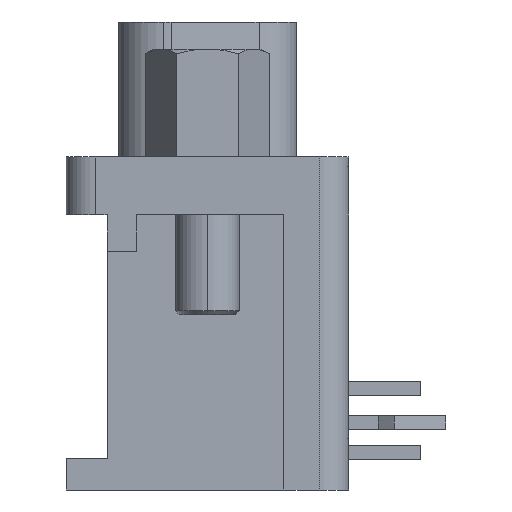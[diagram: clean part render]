
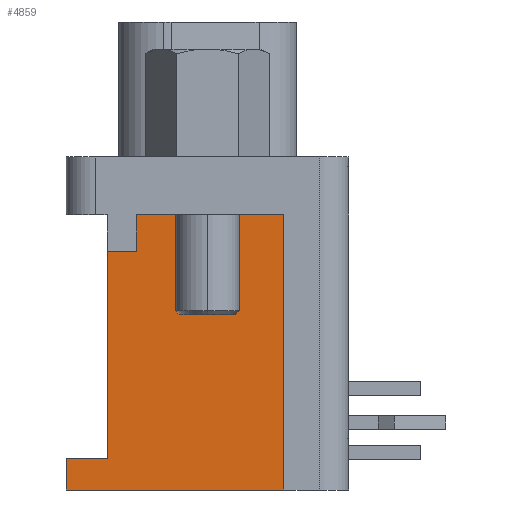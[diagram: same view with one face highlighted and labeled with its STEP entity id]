
A CAD part, left-side view. The second image highlights one B-rep face of the part: STEP entity #4859.
In plain terms, the highlighted planar face has unit normal (-1, 0, 0).
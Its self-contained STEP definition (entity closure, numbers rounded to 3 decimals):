
#58 = ORIENTED_EDGE ( 'NONE', *, *, #7243, .T. ) ;
#94 = EDGE_LOOP ( 'NONE', ( #8435, #7594, #4212, #5086, #58, #4885, #6843, #1345 ) ) ;
#582 = LINE ( 'NONE', #2381, #8126 ) ;
#672 = LINE ( 'NONE', #2281, #4371 ) ;
#765 = EDGE_CURVE ( 'E1496', #6902, #5081, #3504, .T. ) ;
#800 = CARTESIAN_POINT ( 'NONE',  ( -13.85, 6.541, -2.56 ) ) ;
#842 = VECTOR ( 'NONE', #2410, 1000. ) ;
#1087 = CARTESIAN_POINT ( 'NONE',  ( -13.85, 6.275, 0. ) ) ;
#1345 = ORIENTED_EDGE ( 'NONE', *, *, #765, .T. ) ;
#1429 = CARTESIAN_POINT ( 'NONE',  ( -13.85, 4.45, -4.2 ) ) ;
#1561 = DIRECTION ( 'NONE',  ( 0., 0., 1. ) ) ;
#2277 = CARTESIAN_POINT ( 'NONE',  ( -13.85, 3.15, -2.56 ) ) ;
#2278 = DIRECTION ( 'NONE',  ( 0., 0., -1. ) ) ;
#2281 = CARTESIAN_POINT ( 'NONE',  ( -13.85, -3.4, -2.56 ) ) ;
#2381 = CARTESIAN_POINT ( 'NONE',  ( -13.85, 3.15, -4.2 ) ) ;
#2410 = DIRECTION ( 'NONE',  ( 0., 1., 0. ) ) ;
#2813 = VERTEX_POINT ( 'NONE', #5329 ) ;
#2829 = LINE ( 'NONE', #5367, #842 ) ;
#3155 = CARTESIAN_POINT ( 'NONE',  ( -13.85, -4.975, -14.8 ) ) ;
#3255 = EDGE_CURVE ( 'E2074', #3609, #7677, #6599, .T. ) ;
#3504 = LINE ( 'NONE', #1087, #7127 ) ;
#3609 = VERTEX_POINT ( 'NONE', #1429 ) ;
#3876 = VERTEX_POINT ( 'NONE', #7484 ) ;
#3882 = CARTESIAN_POINT ( 'NONE',  ( -13.85, 4.45, -13.4 ) ) ;
#4172 = EDGE_CURVE ( 'E2586', #3876, #2813, #672, .T. ) ;
#4212 = ORIENTED_EDGE ( 'NONE', *, *, #5009, .T. ) ;
#4371 = VECTOR ( 'NONE', #5924, 1000. ) ;
#4859 = ADVANCED_FACE ( 'E2633', ( #7982 ), #8022, .T. ) ;
#4885 = ORIENTED_EDGE ( 'NONE', *, *, #3255, .T. ) ;
#4996 = LINE ( 'NONE', #8681, #8620 ) ;
#5009 = EDGE_CURVE ( 'E845', #3876, #8989, #9361, .T. ) ;
#5081 = VERTEX_POINT ( 'NONE', #5879 ) ;
#5086 = ORIENTED_EDGE ( 'NONE', *, *, #8583, .T. ) ;
#5127 = DIRECTION ( 'NONE',  ( 0., 1., 0. ) ) ;
#5309 = EDGE_CURVE ( 'E1375', #5081, #2813, #6854, .T. ) ;
#5329 = CARTESIAN_POINT ( 'NONE',  ( -13.85, -3.4, -14.8 ) ) ;
#5336 = DIRECTION ( 'NONE',  ( 0., 1., 0. ) ) ;
#5367 = CARTESIAN_POINT ( 'NONE',  ( -13.85, 6.95, -13.4 ) ) ;
#5488 = DIRECTION ( 'NONE',  ( 0., 0., -1. ) ) ;
#5787 = EDGE_CURVE ( 'E1628', #7677, #6902, #2829, .T. ) ;
#5879 = CARTESIAN_POINT ( 'NONE',  ( -13.85, 6.275, -14.8 ) ) ;
#5924 = DIRECTION ( 'NONE',  ( 0., 0., -1. ) ) ;
#5936 = DIRECTION ( 'NONE',  ( -1., 0., 0. ) ) ;
#6599 = LINE ( 'NONE', #6621, #8538 ) ;
#6621 = CARTESIAN_POINT ( 'NONE',  ( -13.85, 4.45, -13.4 ) ) ;
#6770 = DIRECTION ( 'NONE',  ( 0., -1., 0. ) ) ;
#6843 = ORIENTED_EDGE ( 'NONE', *, *, #5787, .T. ) ;
#6854 = LINE ( 'NONE', #3155, #8781 ) ;
#6868 = CARTESIAN_POINT ( 'NONE',  ( -13.85, 3.15, -4.2 ) ) ;
#6902 = VERTEX_POINT ( 'NONE', #8381 ) ;
#7127 = VECTOR ( 'NONE', #5488, 1000. ) ;
#7188 = VECTOR ( 'NONE', #5127, 1000. ) ;
#7243 = EDGE_CURVE ( 'E2618', #7765, #3609, #582, .T. ) ;
#7484 = CARTESIAN_POINT ( 'NONE',  ( -13.85, -3.4, -2.56 ) ) ;
#7594 = ORIENTED_EDGE ( 'NONE', *, *, #4172, .F. ) ;
#7677 = VERTEX_POINT ( 'NONE', #3882 ) ;
#7765 = VERTEX_POINT ( 'NONE', #6868 ) ;
#7942 = AXIS2_PLACEMENT_3D ( 'NONE', #800, #5936, #1561 ) ;
#7982 = FACE_OUTER_BOUND ( 'NONE', #94, .T. ) ;
#8022 = PLANE ( 'NONE',  #7942 ) ;
#8126 = VECTOR ( 'NONE', #5336, 1000. ) ;
#8381 = CARTESIAN_POINT ( 'NONE',  ( -13.85, 6.275, -13.4 ) ) ;
#8435 = ORIENTED_EDGE ( 'NONE', *, *, #5309, .T. ) ;
#8538 = VECTOR ( 'NONE', #2278, 1000. ) ;
#8583 = EDGE_CURVE ( 'E2597', #8989, #7765, #4996, .T. ) ;
#8620 = VECTOR ( 'NONE', #9418, 1000. ) ;
#8681 = CARTESIAN_POINT ( 'NONE',  ( -13.85, 3.15, -2.56 ) ) ;
#8737 = CARTESIAN_POINT ( 'NONE',  ( -13.85, -3.4, -2.56 ) ) ;
#8781 = VECTOR ( 'NONE', #6770, 1000. ) ;
#8989 = VERTEX_POINT ( 'NONE', #2277 ) ;
#9361 = LINE ( 'NONE', #8737, #7188 ) ;
#9418 = DIRECTION ( 'NONE',  ( 0., 0., -1. ) ) ;
